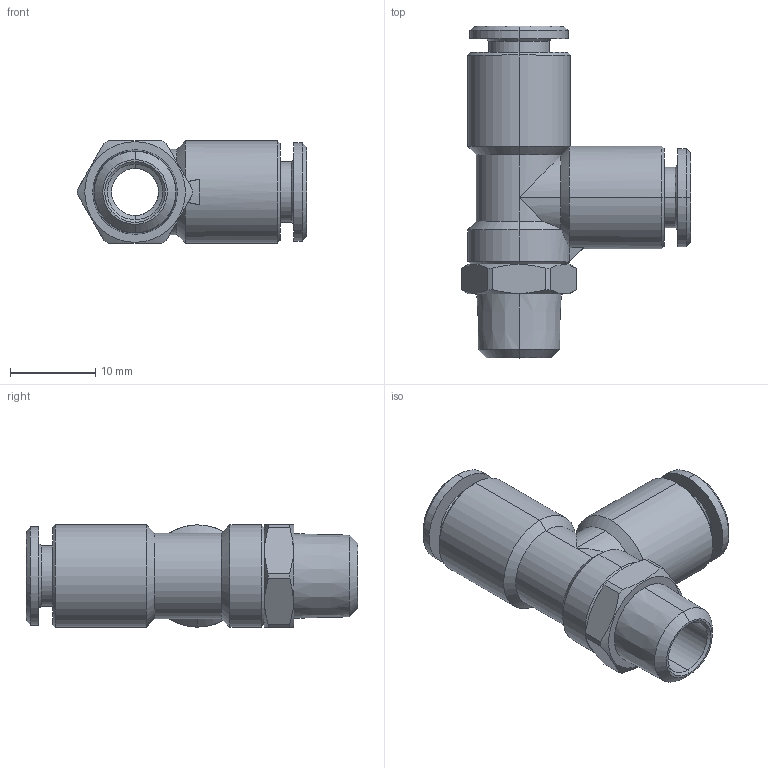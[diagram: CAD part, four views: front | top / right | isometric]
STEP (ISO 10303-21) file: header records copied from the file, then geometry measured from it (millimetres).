
FILE_DESCRIPTION (( 'STEP AP203' ), '1' );
FILE_NAME ('B0130031.STEP', '2011-04-05T07:37:34', ( 'Flavio' ), ( '' ), 'SwSTEP 2.0', 'SolidWorks 2009', '' );
FILE_SCHEMA (( 'CONFIG_CONTROL_DESIGN' ));
Length unit declared in the file: millimetre
Products named in the file (1): B0130031
Bounding box: 26.85 x 38.9 x 12 mm (x, y, z)
Volume: 3657.3 mm3; surface area: 3454.5 mm2
Topology: 1 solids, 3 shells, 113 faces, 258 edges, 159 vertices
Faces by surface type: cylinder 45, cone 39, plane 29
Entity records: 3421 total; most frequent: CARTESIAN_POINT 786, DIRECTION 558, ORIENTED_EDGE 516, EDGE_CURVE 258, AXIS2_PLACEMENT_3D 227, VERTEX_POINT 159, EDGE_LOOP 125, ADVANCED_FACE 113
